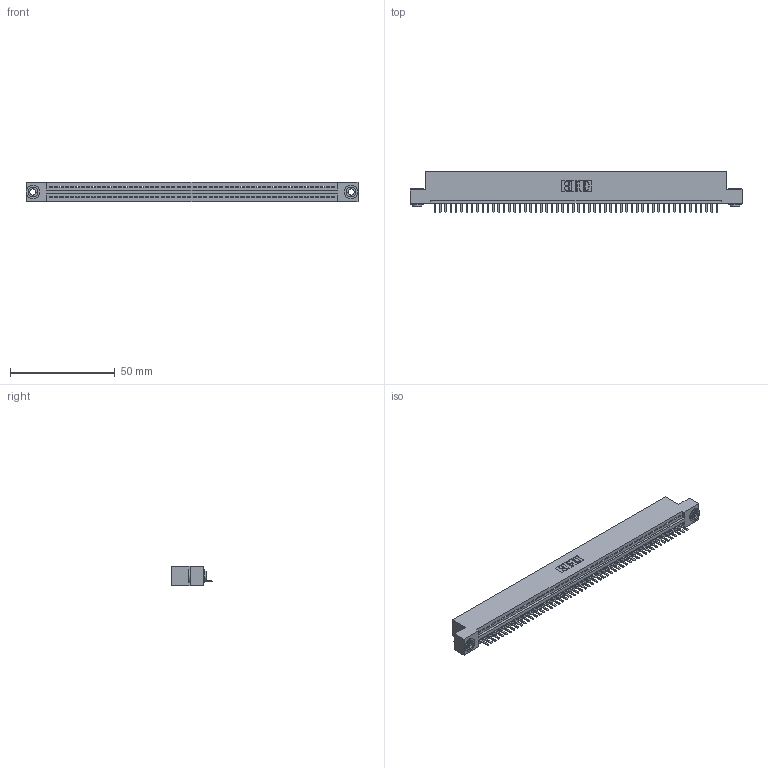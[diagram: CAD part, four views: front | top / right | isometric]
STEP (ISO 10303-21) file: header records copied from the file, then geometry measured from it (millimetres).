
FILE_DESCRIPTION (( 'STEP AP203' ), '1' );
FILE_NAME ('395-054-520-103.STEP', '2019-10-23T16:17:36', ( '' ), ( '' ), 'SwSTEP 2.0', 'SolidWorks 2016', '' );
FILE_SCHEMA (( 'CONFIG_CONTROL_DESIGN' ));
Length unit declared in the file: inch
Products named in the file (4): 345-292-001_345-293-120; 345 Part_Flush Mounting Lugs - 0.156 Dia-TH; 395-054-520-103; 345-250-002_345-250-002-102
Assembly tree (57 placements, depth 2):
  395-054-520-103
    345 Part_Flush Mounting Lugs - 0.156 Dia-TH
    345-292-001_345-293-120  x54
    345-250-002_345-250-002-102  x2
Bounding box: 158.37 x 19.68 x 9.4 mm (x, y, z)
Volume: 15004.4 mm3; surface area: 19808.9 mm2
Topology: 57 solids, 57 shells, 3512 faces, 10353 edges, 6754 vertices
Faces by surface type: plane 2358, cylinder 1146, cone 8
Entity records: 39790 total; most frequent: CARTESIAN_POINT 6881, ORIENTED_EDGE 6850, DIRECTION 6011, EDGE_CURVE 3425, LINE 3049, VECTOR 3049, VERTEX_POINT 2278, AXIS2_PLACEMENT_3D 1481
